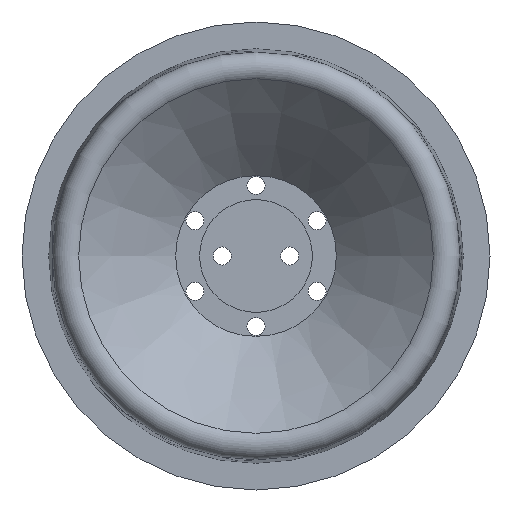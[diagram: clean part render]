
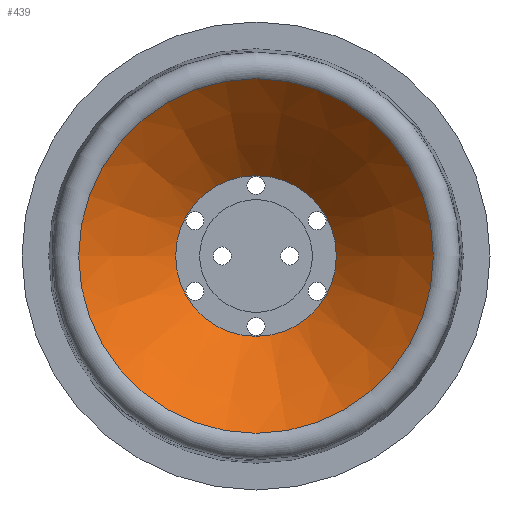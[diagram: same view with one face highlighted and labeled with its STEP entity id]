
A CAD part, front view. The second image highlights one B-rep face of the part: STEP entity #439.
In plain terms, the highlighted conical face has half-angle 45 degrees and reference radius 22.846 mm.
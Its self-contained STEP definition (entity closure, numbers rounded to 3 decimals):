
#69=CIRCLE('',#507,31.443);
#70=CIRCLE('',#508,31.443);
#74=CIRCLE('',#517,14.25);
#78=CONICAL_SURFACE('',#518,22.847,0.785);
#102=FACE_OUTER_BOUND('',#144,.T.);
#144=EDGE_LOOP('',(#398,#399,#400,#401,#402));
#162=LINE('',#869,#180);
#180=VECTOR('',#656,22.847);
#221=VERTEX_POINT('',#849);
#222=VERTEX_POINT('',#851);
#225=VERTEX_POINT('',#866);
#276=EDGE_CURVE('',#221,#222,#69,.T.);
#277=EDGE_CURVE('',#222,#221,#70,.T.);
#283=EDGE_CURVE('',#225,#225,#74,.T.);
#284=EDGE_CURVE('',#225,#222,#162,.T.);
#398=ORIENTED_EDGE('',*,*,#283,.T.);
#399=ORIENTED_EDGE('',*,*,#284,.T.);
#400=ORIENTED_EDGE('',*,*,#276,.F.);
#401=ORIENTED_EDGE('',*,*,#277,.F.);
#402=ORIENTED_EDGE('',*,*,#284,.F.);
#439=ADVANCED_FACE('',(#102),#78,.F.);
#507=AXIS2_PLACEMENT_3D('',#852,#630,#631);
#508=AXIS2_PLACEMENT_3D('',#853,#632,#633);
#517=AXIS2_PLACEMENT_3D('',#867,#652,#653);
#518=AXIS2_PLACEMENT_3D('',#868,#654,#655);
#630=DIRECTION('center_axis',(0.,1.,0.));
#631=DIRECTION('ref_axis',(1.,0.,0.));
#632=DIRECTION('center_axis',(0.,1.,0.));
#633=DIRECTION('ref_axis',(1.,0.,0.));
#652=DIRECTION('center_axis',(0.,1.,0.));
#653=DIRECTION('ref_axis',(1.,0.,0.));
#654=DIRECTION('center_axis',(0.,-1.,0.));
#655=DIRECTION('ref_axis',(-1.,0.,0.));
#656=DIRECTION('',(0.707,-0.707,0.));
#849=CARTESIAN_POINT('',(0.,0.807,-31.443));
#851=CARTESIAN_POINT('',(31.443,0.807,0.));
#852=CARTESIAN_POINT('Origin',(0.,0.807,0.));
#853=CARTESIAN_POINT('Origin',(0.,0.807,0.));
#866=CARTESIAN_POINT('',(14.25,18.,0.));
#867=CARTESIAN_POINT('Origin',(0.,18.,0.));
#868=CARTESIAN_POINT('Origin',(0.,9.403,0.));
#869=CARTESIAN_POINT('',(22.847,9.403,0.));
